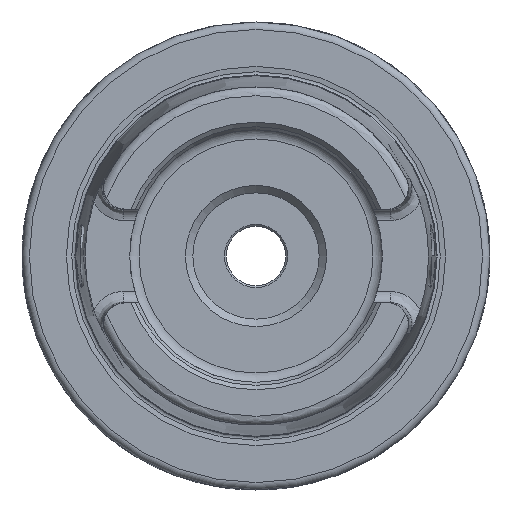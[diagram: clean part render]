
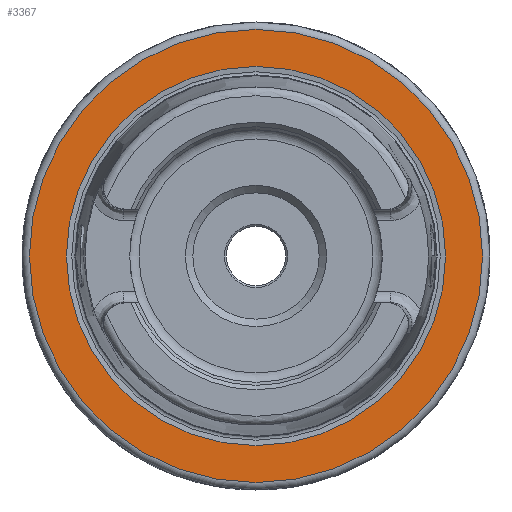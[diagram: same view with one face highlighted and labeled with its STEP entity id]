
A CAD part, left-side view. The second image highlights one B-rep face of the part: STEP entity #3367.
In plain terms, the highlighted planar face has unit normal (-1, 0, 0).
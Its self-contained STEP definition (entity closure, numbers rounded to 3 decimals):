
#87=FACE_BOUND('',#554,.T.);
#140=PLANE('',#3713);
#363=FACE_OUTER_BOUND('',#553,.T.);
#553=EDGE_LOOP('',(#2931,#2932));
#554=EDGE_LOOP('',(#2933,#2934));
#880=CIRCLE('',#3711,25.521);
#881=CIRCLE('',#3712,25.521);
#882=CIRCLE('',#3714,30.5);
#883=CIRCLE('',#3715,30.5);
#1516=VERTEX_POINT('',#7250);
#1517=VERTEX_POINT('',#7252);
#1518=VERTEX_POINT('',#7256);
#1519=VERTEX_POINT('',#7257);
#2008=EDGE_CURVE('',#1517,#1516,#880,.T.);
#2009=EDGE_CURVE('',#1516,#1517,#881,.T.);
#2010=EDGE_CURVE('',#1518,#1519,#882,.T.);
#2011=EDGE_CURVE('',#1519,#1518,#883,.T.);
#2931=ORIENTED_EDGE('',*,*,#2010,.F.);
#2932=ORIENTED_EDGE('',*,*,#2011,.F.);
#2933=ORIENTED_EDGE('',*,*,#2008,.T.);
#2934=ORIENTED_EDGE('',*,*,#2009,.T.);
#3367=ADVANCED_FACE('',(#363,#87),#140,.T.);
#3711=AXIS2_PLACEMENT_3D('',#7253,#4478,#4479);
#3712=AXIS2_PLACEMENT_3D('',#7254,#4480,#4481);
#3713=AXIS2_PLACEMENT_3D('',#7255,#4482,#4483);
#3714=AXIS2_PLACEMENT_3D('',#7258,#4484,#4485);
#3715=AXIS2_PLACEMENT_3D('',#7259,#4486,#4487);
#4478=DIRECTION('center_axis',(1.,0.,0.));
#4479=DIRECTION('ref_axis',(0.,0.,-1.));
#4480=DIRECTION('center_axis',(1.,0.,0.));
#4481=DIRECTION('ref_axis',(0.,0.,-1.));
#4482=DIRECTION('center_axis',(-1.,0.,0.));
#4483=DIRECTION('ref_axis',(0.,0.,1.));
#4484=DIRECTION('center_axis',(1.,0.,0.));
#4485=DIRECTION('ref_axis',(0.,0.,-1.));
#4486=DIRECTION('center_axis',(1.,0.,0.));
#4487=DIRECTION('ref_axis',(0.,0.,-1.));
#7250=CARTESIAN_POINT('',(0.,-25.521,0.));
#7252=CARTESIAN_POINT('',(0.,25.521,0.));
#7253=CARTESIAN_POINT('Origin',(0.,0.,
0.));
#7254=CARTESIAN_POINT('Origin',(0.,0.,
0.));
#7255=CARTESIAN_POINT('Origin',(0.,30.5,0.));
#7256=CARTESIAN_POINT('',(0.,30.5,0.));
#7257=CARTESIAN_POINT('',(0.,0.,30.5));
#7258=CARTESIAN_POINT('Origin',(0.,0.,
0.));
#7259=CARTESIAN_POINT('Origin',(0.,0.,
0.));
